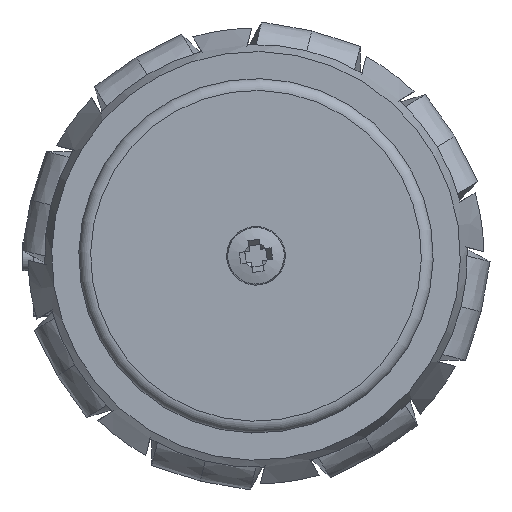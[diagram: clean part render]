
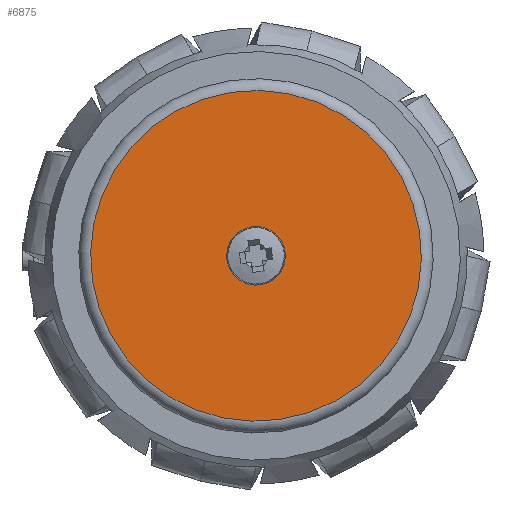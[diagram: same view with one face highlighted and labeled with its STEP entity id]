
A CAD part, top view. The second image highlights one B-rep face of the part: STEP entity #6875.
In plain terms, the highlighted face is planar.
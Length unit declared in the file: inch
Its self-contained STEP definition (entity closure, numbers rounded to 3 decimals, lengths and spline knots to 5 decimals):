
#660=CIRCLE($,#7584,0.7);
#662=CIRCLE($,#7588,0.06);
#835=FACE_BOUND($,#1715,.T.);
#836=FACE_BOUND($,#1716,.T.);
#1715=EDGE_LOOP($,(#6039));
#1716=EDGE_LOOP($,(#6040));
#3424=VERTEX_POINT($,#11848);
#3426=VERTEX_POINT($,#11854);
#4311=EDGE_CURVE($,#3424,#3424,#660,.T.);
#4313=EDGE_CURVE($,#3426,#3426,#662,.T.);
#6039=ORIENTED_EDGE($,*,*,#4313,.T.);
#6040=ORIENTED_EDGE($,*,*,#4311,.F.);
#6485=PLANE($,#7587);
#6875=ADVANCED_FACE($,(#835,#836),#6485,.F.);
#7584=AXIS2_PLACEMENT_3D($,#11849,#9435,#9436);
#7587=AXIS2_PLACEMENT_3D($,#11853,#9441,#9442);
#7588=AXIS2_PLACEMENT_3D($,#11855,#9443,#9444);
#9435=DIRECTION('center_axis',(0.,0.,1.));
#9436=DIRECTION('ref_axis',(-1.,0.,0.));
#9441=DIRECTION('center_axis',(0.,0.,1.));
#9442=DIRECTION('ref_axis',(1.,0.,0.));
#9443=DIRECTION('center_axis',(0.,0.,1.));
#9444=DIRECTION('ref_axis',(-1.,0.,0.));
#11848=CARTESIAN_POINT('',(0.7,0.,0.));
#11849=CARTESIAN_POINT('Origin',(0.,0.,0.));
#11853=CARTESIAN_POINT('Origin',(0.,0.,
0.));
#11854=CARTESIAN_POINT('',(0.06,0.,0.));
#11855=CARTESIAN_POINT('Origin',(0.,0.,0.));
